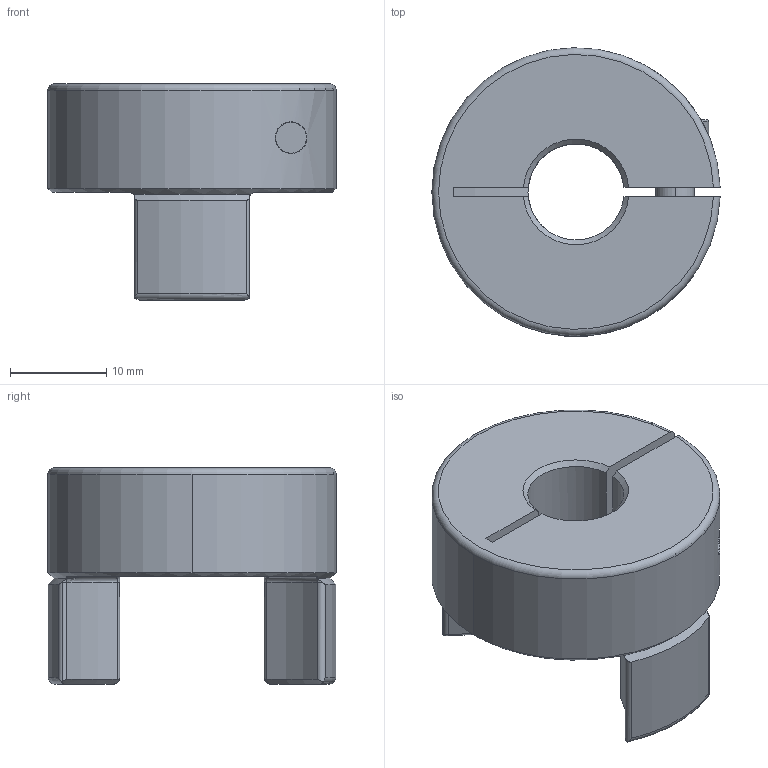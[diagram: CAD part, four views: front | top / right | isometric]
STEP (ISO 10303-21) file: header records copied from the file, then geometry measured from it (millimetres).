
FILE_DESCRIPTION (( 'STEP AP203' ), '1' );
FILE_NAME ('SJCA-30C-10.step', '2021-04-15T12:45:12', ( '' ), ( '' ), 'SwSTEP 2.0', 'SolidWorks 2021', '' );
FILE_SCHEMA (( 'CONFIG_CONTROL_DESIGN' ));
Length unit declared in the file: millimetre
Products named in the file (1): SJCA-30C-10
Bounding box: 29.99 x 30 x 22.5 mm (x, y, z)
Volume: 7908.6 mm3; surface area: 4103.4 mm2
Topology: 2 solids, 2 shells, 108 faces, 275 edges, 172 vertices
Faces by surface type: cylinder 41, plane 27, cone 17, torus 15, bspline 8
Entity records: 4617 total; most frequent: CARTESIAN_POINT 2039, ORIENTED_EDGE 546, DIRECTION 501, EDGE_CURVE 273, AXIS2_PLACEMENT_3D 209, VERTEX_POINT 172, EDGE_LOOP 115, ADVANCED_FACE 108
